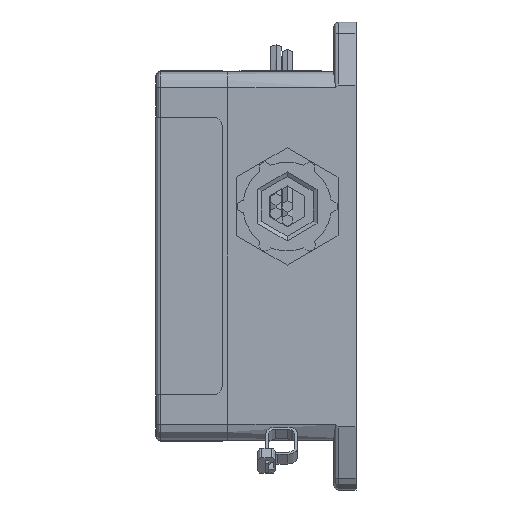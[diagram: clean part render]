
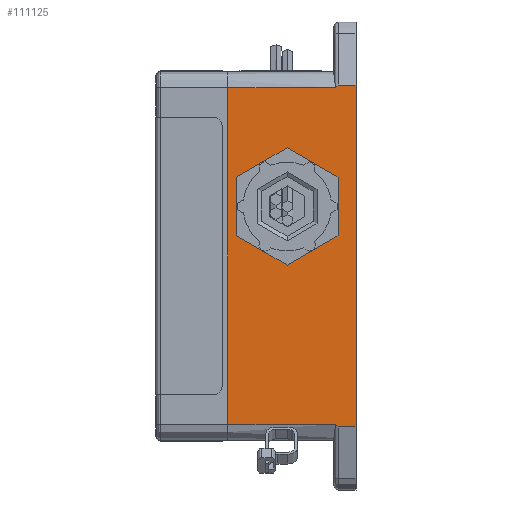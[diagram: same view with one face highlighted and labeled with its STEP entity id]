
A CAD part, left-side view. The second image highlights one B-rep face of the part: STEP entity #111125.
In plain terms, the highlighted planar face has unit normal (-1, 0, 0).
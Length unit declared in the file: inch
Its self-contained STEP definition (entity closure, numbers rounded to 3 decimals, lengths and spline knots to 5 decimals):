
#960 = DIRECTION ( 'NONE',  ( 0., 1., 0. ) ) ;
#2720 = LINE ( 'NONE', #39381, #25518 ) ;
#6595 = CARTESIAN_POINT ( 'NONE',  ( -1.8, 0.84, 0.3175 ) ) ;
#6637 = VERTEX_POINT ( 'NONE', #162801 ) ;
#10254 = CARTESIAN_POINT ( 'NONE',  ( -1.8, 0.23032, -2.08625 ) ) ;
#10599 = EDGE_CURVE ( 'NONE', #105693, #214015, #29043, .T. ) ;
#14169 = CARTESIAN_POINT ( 'NONE',  ( -1.8, 1.5645, -2.05 ) ) ;
#16159 = PLANE ( 'NONE',  #183991 ) ;
#16609 = DIRECTION ( 'NONE',  ( -1., 0., 0. ) ) ;
#16947 = DIRECTION ( 'NONE',  ( 0., 0., -1. ) ) ;
#19863 = DIRECTION ( 'NONE',  ( 0., 0., 1. ) ) ;
#25327 = ORIENTED_EDGE ( 'NONE', *, *, #174434, .T. ) ;
#25518 = VECTOR ( 'NONE', #960, 39.37008 ) ;
#26578 = FACE_OUTER_BOUND ( 'NONE', #142946, .T. ) ;
#28565 = EDGE_CURVE ( 'NONE', #214015, #105693, #73607, .T. ) ;
#28906 = DIRECTION ( 'NONE',  ( 0., -1., 0. ) ) ;
#29043 = CIRCLE ( 'NONE', #199039, 0.2875 ) ;
#33132 = EDGE_CURVE ( 'NONE', #86994, #223947, #128410, .T. ) ;
#34546 = VECTOR ( 'NONE', #28906, 39.37008 ) ;
#35808 = ORIENTED_EDGE ( 'NONE', *, *, #145294, .T. ) ;
#39381 = CARTESIAN_POINT ( 'NONE',  ( -1.8, 0.269, 2.05 ) ) ;
#43708 = EDGE_CURVE ( 'NONE', #218911, #233287, #86274, .T. ) ;
#48648 = CARTESIAN_POINT ( 'NONE',  ( -1.8, 0.24991, -2.05 ) ) ;
#48739 = ORIENTED_EDGE ( 'NONE', *, *, #28565, .F. ) ;
#50553 = CARTESIAN_POINT ( 'NONE',  ( -1.8, 0.84, 0.605 ) ) ;
#57426 = CARTESIAN_POINT ( 'NONE',  ( -1.8, 0.84, 0.8925 ) ) ;
#58518 = VERTEX_POINT ( 'NONE', #133458 ) ;
#62426 = VECTOR ( 'NONE', #236938, 39.37008 ) ;
#62696 = EDGE_CURVE ( 'NONE', #6637, #233287, #140274, .T. ) ;
#67365 = CARTESIAN_POINT ( 'NONE',  ( -1.8, 0., -2.08625 ) ) ;
#73607 = CIRCLE ( 'NONE', #180353, 0.2875 ) ;
#74304 = LINE ( 'NONE', #108809, #103233 ) ;
#79759 = VERTEX_POINT ( 'NONE', #131288 ) ;
#84219 = CARTESIAN_POINT ( 'NONE',  ( -1.8, 0.24991, -2.05 ) ) ;
#85020 = ORIENTED_EDGE ( 'NONE', *, *, #10599, .F. ) ;
#86274 =( BOUNDED_CURVE ( )  B_SPLINE_CURVE ( 3, ( #48648, #104015, #10254, #138508 ),
 .UNSPECIFIED., .F., .F. ) 
 B_SPLINE_CURVE_WITH_KNOTS ( ( 4, 4 ),
 ( 5.6167, 6.28319 ),
 .UNSPECIFIED. ) 
 CURVE ( )  GEOMETRIC_REPRESENTATION_ITEM ( )  RATIONAL_B_SPLINE_CURVE ( ( 1., 0.963, 0.963, 1. ) ) 
 REPRESENTATION_ITEM ( '' )  );
#86916 = ORIENTED_EDGE ( 'NONE', *, *, #62696, .F. ) ;
#86994 = VERTEX_POINT ( 'NONE', #14169 ) ;
#92362 = CARTESIAN_POINT ( 'NONE',  ( -1.8, 0.24991, 2.05 ) ) ;
#95788 = ORIENTED_EDGE ( 'NONE', *, *, #193176, .T. ) ;
#97452 = LINE ( 'NONE', #142743, #157857 ) ;
#103015 = VECTOR ( 'NONE', #195924, 39.37008 ) ;
#103233 = VECTOR ( 'NONE', #148826, 39.37008 ) ;
#104015 = CARTESIAN_POINT ( 'NONE',  ( -1.8, 0.24101, -2.07371 ) ) ;
#105693 = VERTEX_POINT ( 'NONE', #6595 ) ;
#108007 = CARTESIAN_POINT ( 'NONE',  ( -1.8, 0.84, 0.605 ) ) ;
#108356 = CARTESIAN_POINT ( 'NONE',  ( -1.8, 0.269, 2.855 ) ) ;
#108809 = CARTESIAN_POINT ( 'NONE',  ( -1.8, 0., 2.855 ) ) ;
#111125 = ADVANCED_FACE ( 'NONE', ( #181489, #26578 ), #16159, .F. ) ;
#114879 = CARTESIAN_POINT ( 'NONE',  ( -1.8, 0.24101, 2.07371 ) ) ;
#122092 = ORIENTED_EDGE ( 'NONE', *, *, #229136, .T. ) ;
#123494 = CARTESIAN_POINT ( 'NONE',  ( -1.8, 1.5645, 2.05 ) ) ;
#128410 = LINE ( 'NONE', #218480, #62426 ) ;
#131288 = CARTESIAN_POINT ( 'NONE',  ( -1.8, 0.219, 2.08625 ) ) ;
#133458 = CARTESIAN_POINT ( 'NONE',  ( -1.8, 0., 2.08625 ) ) ;
#136504 = CARTESIAN_POINT ( 'NONE',  ( -1.8, 0.219, 2.08625 ) ) ;
#138508 = CARTESIAN_POINT ( 'NONE',  ( -1.8, 0.219, -2.08625 ) ) ;
#140274 = LINE ( 'NONE', #67365, #103015 ) ;
#141997 = DIRECTION ( 'NONE',  ( 0., 1., 0. ) ) ;
#142743 = CARTESIAN_POINT ( 'NONE',  ( -1.8, 0., 2.08625 ) ) ;
#142946 = EDGE_LOOP ( 'NONE', ( #95788, #122092, #215139, #25327, #226063, #86916, #205948, #35808 ) ) ;
#145294 = EDGE_CURVE ( 'NONE', #58518, #79759, #97452, .T. ) ;
#148826 = DIRECTION ( 'NONE',  ( 0., 0., 1. ) ) ;
#157857 = VECTOR ( 'NONE', #141997, 39.37008 ) ;
#162097 =( BOUNDED_CURVE ( )  B_SPLINE_CURVE ( 3, ( #136504, #208953, #114879, #228227 ),
 .UNSPECIFIED., .F., .F. ) 
 B_SPLINE_CURVE_WITH_KNOTS ( ( 4, 4 ),
 ( 3.14159, 3.80808 ),
 .UNSPECIFIED. ) 
 CURVE ( )  GEOMETRIC_REPRESENTATION_ITEM ( )  RATIONAL_B_SPLINE_CURVE ( ( 1., 0.963, 0.963, 1. ) ) 
 REPRESENTATION_ITEM ( '' )  );
#162801 = CARTESIAN_POINT ( 'NONE',  ( -1.8, 0., -2.08625 ) ) ;
#172505 = LINE ( 'NONE', #212012, #34546 ) ;
#174434 = EDGE_CURVE ( 'NONE', #86994, #218911, #172505, .T. ) ;
#180353 = AXIS2_PLACEMENT_3D ( 'NONE', #108007, #16609, #236622 ) ;
#181489 = FACE_BOUND ( 'NONE', #186283, .T. ) ;
#183991 = AXIS2_PLACEMENT_3D ( 'NONE', #108356, #236951, #16947 ) ;
#186283 = EDGE_LOOP ( 'NONE', ( #48739, #85020 ) ) ;
#193176 = EDGE_CURVE ( 'NONE', #79759, #203145, #162097, .T. ) ;
#195924 = DIRECTION ( 'NONE',  ( 0., 1., 0. ) ) ;
#199039 = AXIS2_PLACEMENT_3D ( 'NONE', #50553, #214163, #19863 ) ;
#203145 = VERTEX_POINT ( 'NONE', #92362 ) ;
#205948 = ORIENTED_EDGE ( 'NONE', *, *, #231563, .T. ) ;
#208953 = CARTESIAN_POINT ( 'NONE',  ( -1.8, 0.23032, 2.08625 ) ) ;
#212012 = CARTESIAN_POINT ( 'NONE',  ( -1.8, 0.269, -2.05 ) ) ;
#214015 = VERTEX_POINT ( 'NONE', #57426 ) ;
#214163 = DIRECTION ( 'NONE',  ( -1., 0., 0. ) ) ;
#215139 = ORIENTED_EDGE ( 'NONE', *, *, #33132, .F. ) ;
#218480 = CARTESIAN_POINT ( 'NONE',  ( -1.8, 1.5645, 2.25 ) ) ;
#218911 = VERTEX_POINT ( 'NONE', #84219 ) ;
#223241 = CARTESIAN_POINT ( 'NONE',  ( -1.8, 0.219, -2.08625 ) ) ;
#223947 = VERTEX_POINT ( 'NONE', #123494 ) ;
#226063 = ORIENTED_EDGE ( 'NONE', *, *, #43708, .T. ) ;
#228227 = CARTESIAN_POINT ( 'NONE',  ( -1.8, 0.24991, 2.05 ) ) ;
#229136 = EDGE_CURVE ( 'NONE', #203145, #223947, #2720, .T. ) ;
#231563 = EDGE_CURVE ( 'NONE', #6637, #58518, #74304, .T. ) ;
#233287 = VERTEX_POINT ( 'NONE', #223241 ) ;
#236622 = DIRECTION ( 'NONE',  ( 0., 0., 1. ) ) ;
#236938 = DIRECTION ( 'NONE',  ( 0., 0., 1. ) ) ;
#236951 = DIRECTION ( 'NONE',  ( 1., 0., 0. ) ) ;
